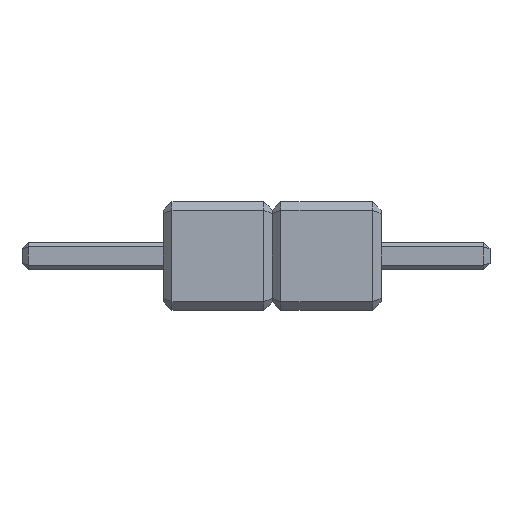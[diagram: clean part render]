
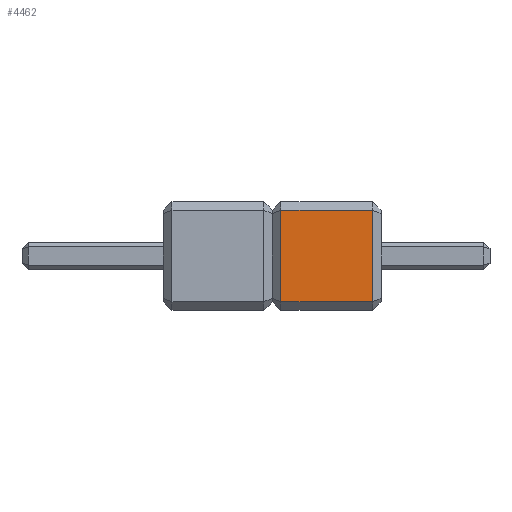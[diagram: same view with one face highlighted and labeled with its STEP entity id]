
A CAD part, left-side view. The second image highlights one B-rep face of the part: STEP entity #4462.
In plain terms, the highlighted planar face has unit normal (-1, 0, 0).
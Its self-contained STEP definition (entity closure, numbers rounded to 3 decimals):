
#55 = LINE ( 'NONE', #1318, #5489 ) ;
#69 = VERTEX_POINT ( 'NONE', #4564 ) ;
#141 = EDGE_CURVE ( 'NONE', #69, #6190, #4655, .T. ) ;
#418 = VECTOR ( 'NONE', #5132, 1000. ) ;
#623 = LINE ( 'NONE', #2135, #4487 ) ;
#1129 = CARTESIAN_POINT ( 'NONE',  ( -2.54, 2.34, -1.07 ) ) ;
#1233 = DIRECTION ( 'NONE',  ( 0., 0., -1. ) ) ;
#1318 = CARTESIAN_POINT ( 'NONE',  ( -2.54, 2.54, 1.07 ) ) ;
#1505 = EDGE_CURVE ( 'NONE', #6190, #5305, #6188, .T. ) ;
#1624 = ORIENTED_EDGE ( 'NONE', *, *, #3920, .T. ) ;
#1642 = EDGE_CURVE ( 'NONE', #69, #5537, #55, .T. ) ;
#2135 = CARTESIAN_POINT ( 'NONE',  ( -2.54, 0.2, 0. ) ) ;
#2615 = DIRECTION ( 'NONE',  ( 0., 0., 1. ) ) ;
#2631 = PLANE ( 'NONE',  #6191 ) ;
#2725 = CARTESIAN_POINT ( 'NONE',  ( -2.54, 2.54, 0. ) ) ;
#2726 = DIRECTION ( 'NONE',  ( 0., -1., 0. ) ) ;
#3049 = CARTESIAN_POINT ( 'NONE',  ( -2.54, 0.2, -1.07 ) ) ;
#3235 = DIRECTION ( 'NONE',  ( 0., -1., 0. ) ) ;
#3371 = EDGE_LOOP ( 'NONE', ( #4071, #5405, #5944, #1624 ) ) ;
#3644 = CARTESIAN_POINT ( 'NONE',  ( -2.54, 2.34, -1.07 ) ) ;
#3920 = EDGE_CURVE ( 'NONE', #5305, #5537, #623, .T. ) ;
#4071 = ORIENTED_EDGE ( 'NONE', *, *, #1642, .F. ) ;
#4462 = ADVANCED_FACE ( 'NONE', ( #5653 ), #2631, .F. ) ;
#4487 = VECTOR ( 'NONE', #2615, 1000. ) ;
#4564 = CARTESIAN_POINT ( 'NONE',  ( -2.54, 2.34, 1.07 ) ) ;
#4655 = LINE ( 'NONE', #1129, #418 ) ;
#5132 = DIRECTION ( 'NONE',  ( 0., 0., -1. ) ) ;
#5305 = VERTEX_POINT ( 'NONE', #3049 ) ;
#5328 = VECTOR ( 'NONE', #2726, 1000. ) ;
#5336 = CARTESIAN_POINT ( 'NONE',  ( -2.54, 0.2, 1.07 ) ) ;
#5405 = ORIENTED_EDGE ( 'NONE', *, *, #141, .T. ) ;
#5489 = VECTOR ( 'NONE', #3235, 1000. ) ;
#5537 = VERTEX_POINT ( 'NONE', #5336 ) ;
#5653 = FACE_OUTER_BOUND ( 'NONE', #3371, .T. ) ;
#5734 = CARTESIAN_POINT ( 'NONE',  ( -2.54, 2.54, -1.07 ) ) ;
#5944 = ORIENTED_EDGE ( 'NONE', *, *, #1505, .T. ) ;
#6188 = LINE ( 'NONE', #5734, #5328 ) ;
#6190 = VERTEX_POINT ( 'NONE', #3644 ) ;
#6191 = AXIS2_PLACEMENT_3D ( 'NONE', #2725, #6219, #1233 ) ;
#6219 = DIRECTION ( 'NONE',  ( 1., 0., 0. ) ) ;
